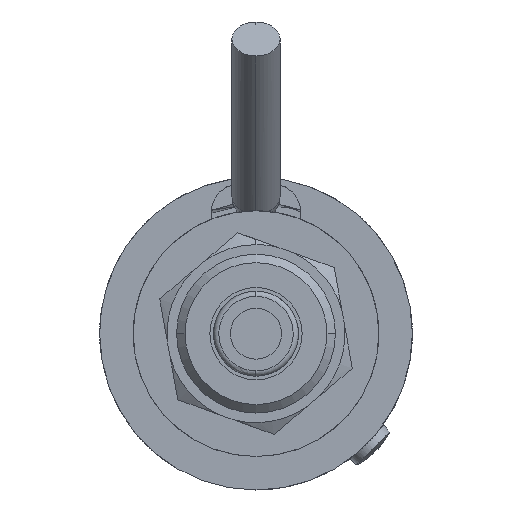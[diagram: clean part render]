
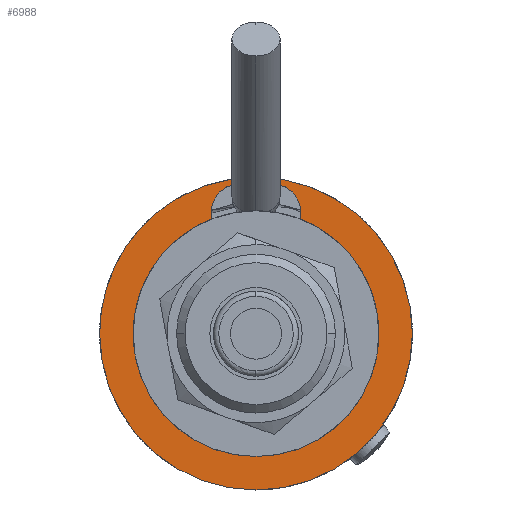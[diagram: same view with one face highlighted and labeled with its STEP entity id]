
A CAD part, front view. The second image highlights one B-rep face of the part: STEP entity #6988.
In plain terms, the highlighted planar face has unit normal (0, 1, 0).
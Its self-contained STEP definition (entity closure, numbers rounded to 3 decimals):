
#23 = AXIS2_PLACEMENT_3D ( 'NONE', #3892, #8665, #1738 ) ;
#39 = DIRECTION ( 'NONE',  ( 0., 0., -1. ) ) ;
#81 = AXIS2_PLACEMENT_3D ( 'NONE', #3739, #2289, #1598 ) ;
#117 = DIRECTION ( 'NONE',  ( 0., 0., 1. ) ) ;
#202 = EDGE_LOOP ( 'NONE', ( #1442, #5040, #6726, #3445 ) ) ;
#549 = ORIENTED_EDGE ( 'NONE', *, *, #7167, .F. ) ;
#552 = CIRCLE ( 'NONE', #1835, 11. ) ;
#644 = VECTOR ( 'NONE', #2299, 1000. ) ;
#679 = CARTESIAN_POINT ( 'NONE',  ( -0.97, -13.262, 91.459 ) ) ;
#712 = DIRECTION ( 'NONE',  ( 0., 1., 0. ) ) ;
#776 = ORIENTED_EDGE ( 'NONE', *, *, #6423, .F. ) ;
#791 = CARTESIAN_POINT ( 'NONE',  ( -6.811, -13.262, 94.885 ) ) ;
#910 = EDGE_CURVE ( 'NONE', #8671, #3802, #552, .T. ) ;
#1039 = FACE_OUTER_BOUND ( 'NONE', #202, .T. ) ;
#1050 = CARTESIAN_POINT ( 'NONE',  ( -2.689, -13.262, 92.084 ) ) ;
#1055 = DIRECTION ( 'NONE',  ( 1., 0., 0. ) ) ;
#1298 = VERTEX_POINT ( 'NONE', #7186 ) ;
#1357 = VERTEX_POINT ( 'NONE', #6555 ) ;
#1398 = VERTEX_POINT ( 'NONE', #1050 ) ;
#1442 = ORIENTED_EDGE ( 'NONE', *, *, #2554, .F. ) ;
#1493 = CIRCLE ( 'NONE', #7161, 11. ) ;
#1545 =( BOUNDED_CURVE ( )  B_SPLINE_CURVE ( 2, ( #4002, #6096, #4864, #3460, #7561 ),
 .UNSPECIFIED., .F., .F. ) 
 B_SPLINE_CURVE_WITH_KNOTS ( ( 3, 2, 3 ),
 ( 0., 0.01, 0.01 ),
 .UNSPECIFIED. ) 
 CURVE ( )  GEOMETRIC_REPRESENTATION_ITEM ( )  RATIONAL_B_SPLINE_CURVE ( ( 1., 0.827, 0.774, 0.774, 0.774 ) ) 
 REPRESENTATION_ITEM ( '' )  );
#1560 = CIRCLE ( 'NONE', #5781, 2.5 ) ;
#1598 = DIRECTION ( 'NONE',  ( 0., 0., 1. ) ) ;
#1624 = CARTESIAN_POINT ( 'NONE',  ( -6.811, -13.262, 88.982 ) ) ;
#1657 = DIRECTION ( 'NONE',  ( 0., 1., 0. ) ) ;
#1738 = DIRECTION ( 'NONE',  ( 1., 0., 0. ) ) ;
#1835 = AXIS2_PLACEMENT_3D ( 'NONE', #8384, #3478, #39 ) ;
#1838 = CARTESIAN_POINT ( 'NONE',  ( -2.811, -13.262, 67.085 ) ) ;
#1896 = VERTEX_POINT ( 'NONE', #3842 ) ;
#1934 = DIRECTION ( 'NONE',  ( 0., 0., -1. ) ) ;
#1950 = AXIS2_PLACEMENT_3D ( 'NONE', #7287, #2599, #1055 ) ;
#2289 = DIRECTION ( 'NONE',  ( 0., 1., 0. ) ) ;
#2299 = DIRECTION ( 'NONE',  ( 0., 0., -1. ) ) ;
#2347 = FACE_BOUND ( 'NONE', #5055, .T. ) ;
#2554 = EDGE_CURVE ( 'NONE', #4478, #7322, #3918, .T. ) ;
#2599 = DIRECTION ( 'NONE',  ( 0., -1., 0. ) ) ;
#2699 = CIRCLE ( 'NONE', #3129, 14. ) ;
#2714 = DIRECTION ( 'NONE',  ( 1., 0., 0. ) ) ;
#2752 = LINE ( 'NONE', #791, #8783 ) ;
#2896 = ORIENTED_EDGE ( 'NONE', *, *, #8041, .F. ) ;
#3078 = DIRECTION ( 'NONE',  ( -1., 0., 0. ) ) ;
#3129 = AXIS2_PLACEMENT_3D ( 'NONE', #3249, #8939, #2714 ) ;
#3218 = ORIENTED_EDGE ( 'NONE', *, *, #8146, .F. ) ;
#3249 = CARTESIAN_POINT ( 'NONE',  ( -2.811, -13.262, 78.085 ) ) ;
#3357 = VERTEX_POINT ( 'NONE', #6593 ) ;
#3445 = ORIENTED_EDGE ( 'NONE', *, *, #4168, .F. ) ;
#3460 = CARTESIAN_POINT ( 'NONE',  ( -11.701, -13.262, 88.9 ) ) ;
#3471 = DIRECTION ( 'NONE',  ( -1., 0., 0. ) ) ;
#3478 = DIRECTION ( 'NONE',  ( 0., 1., 0. ) ) ;
#3739 = CARTESIAN_POINT ( 'NONE',  ( -1.311, -13.262, 88.982 ) ) ;
#3802 = VERTEX_POINT ( 'NONE', #1838 ) ;
#3825 = AXIS2_PLACEMENT_3D ( 'NONE', #8720, #1657, #3078 ) ;
#3829 = CIRCLE ( 'NONE', #81, 2.5 ) ;
#3842 = CARTESIAN_POINT ( 'NONE',  ( 11.189, -13.262, 78.085 ) ) ;
#3892 = CARTESIAN_POINT ( 'NONE',  ( -2.811, -13.262, 78.085 ) ) ;
#3918 = CIRCLE ( 'NONE', #23, 14. ) ;
#4002 = CARTESIAN_POINT ( 'NONE',  ( -2.689, -13.262, 92.084 ) ) ;
#4085 = DIRECTION ( 'NONE',  ( 0., 1., 0. ) ) ;
#4168 = EDGE_CURVE ( 'NONE', #7322, #1896, #2699, .T. ) ;
#4243 = VERTEX_POINT ( 'NONE', #679 ) ;
#4478 = VERTEX_POINT ( 'NONE', #8139 ) ;
#4488 = DIRECTION ( 'NONE',  ( 0., 0., -1. ) ) ;
#4556 = AXIS2_PLACEMENT_3D ( 'NONE', #5259, #5171, #4488 ) ;
#4677 = ORIENTED_EDGE ( 'NONE', *, *, #910, .F. ) ;
#4780 = CARTESIAN_POINT ( 'NONE',  ( 1.189, -13.262, 88.332 ) ) ;
#4853 = ORIENTED_EDGE ( 'NONE', *, *, #6923, .F. ) ;
#4864 = CARTESIAN_POINT ( 'NONE',  ( -11.701, -13.262, 88.9 ) ) ;
#5040 = ORIENTED_EDGE ( 'NONE', *, *, #6783, .F. ) ;
#5055 = EDGE_LOOP ( 'NONE', ( #4677, #3218, #549, #4853, #776, #5347, #2896 ) ) ;
#5171 = DIRECTION ( 'NONE',  ( 0., -1., 0. ) ) ;
#5259 = CARTESIAN_POINT ( 'NONE',  ( -19.611, -13.262, 94.885 ) ) ;
#5310 = PLANE ( 'NONE',  #4556 ) ;
#5347 = ORIENTED_EDGE ( 'NONE', *, *, #7408, .F. ) ;
#5781 = AXIS2_PLACEMENT_3D ( 'NONE', #8295, #712, #3471 ) ;
#6096 = CARTESIAN_POINT ( 'NONE',  ( -7.773, -13.262, 92.129 ) ) ;
#6176 = CIRCLE ( 'NONE', #1950, 14. ) ;
#6423 = EDGE_CURVE ( 'NONE', #6641, #3357, #1560, .T. ) ;
#6555 = CARTESIAN_POINT ( 'NONE',  ( -6.811, -13.262, 88.332 ) ) ;
#6593 = CARTESIAN_POINT ( 'NONE',  ( -4.652, -13.262, 91.459 ) ) ;
#6641 = VERTEX_POINT ( 'NONE', #1624 ) ;
#6726 = ORIENTED_EDGE ( 'NONE', *, *, #7726, .F. ) ;
#6783 = EDGE_CURVE ( 'NONE', #1398, #4478, #1545, .T. ) ;
#6923 = EDGE_CURVE ( 'NONE', #3357, #4243, #8043, .T. ) ;
#6988 = ADVANCED_FACE ( 'NONE', ( #2347, #1039 ), #5310, .F. ) ;
#7161 = AXIS2_PLACEMENT_3D ( 'NONE', #7504, #4085, #1934 ) ;
#7167 = EDGE_CURVE ( 'NONE', #4243, #1298, #3829, .T. ) ;
#7186 = CARTESIAN_POINT ( 'NONE',  ( 1.189, -13.262, 88.982 ) ) ;
#7287 = CARTESIAN_POINT ( 'NONE',  ( -2.811, -13.262, 78.085 ) ) ;
#7322 = VERTEX_POINT ( 'NONE', #8063 ) ;
#7408 = EDGE_CURVE ( 'NONE', #1357, #6641, #2752, .T. ) ;
#7504 = CARTESIAN_POINT ( 'NONE',  ( -2.811, -13.262, 78.085 ) ) ;
#7561 = CARTESIAN_POINT ( 'NONE',  ( -11.701, -13.262, 88.9 ) ) ;
#7726 = EDGE_CURVE ( 'NONE', #1896, #1398, #6176, .T. ) ;
#8041 = EDGE_CURVE ( 'NONE', #3802, #1357, #1493, .T. ) ;
#8043 = CIRCLE ( 'NONE', #3825, 13.5 ) ;
#8063 = CARTESIAN_POINT ( 'NONE',  ( -16.811, -13.262, 78.085 ) ) ;
#8139 = CARTESIAN_POINT ( 'NONE',  ( -11.701, -13.262, 88.9 ) ) ;
#8146 = EDGE_CURVE ( 'NONE', #1298, #8671, #8537, .T. ) ;
#8295 = CARTESIAN_POINT ( 'NONE',  ( -4.311, -13.262, 88.982 ) ) ;
#8384 = CARTESIAN_POINT ( 'NONE',  ( -2.811, -13.262, 78.085 ) ) ;
#8450 = CARTESIAN_POINT ( 'NONE',  ( 1.189, -13.262, 87.674 ) ) ;
#8537 = LINE ( 'NONE', #8450, #644 ) ;
#8665 = DIRECTION ( 'NONE',  ( 0., -1., 0. ) ) ;
#8671 = VERTEX_POINT ( 'NONE', #4780 ) ;
#8720 = CARTESIAN_POINT ( 'NONE',  ( -2.811, -13.262, 78.085 ) ) ;
#8783 = VECTOR ( 'NONE', #117, 1000. ) ;
#8939 = DIRECTION ( 'NONE',  ( 0., -1., 0. ) ) ;
